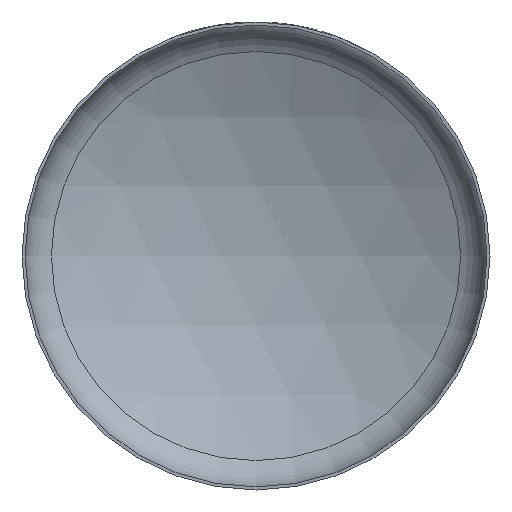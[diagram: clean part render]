
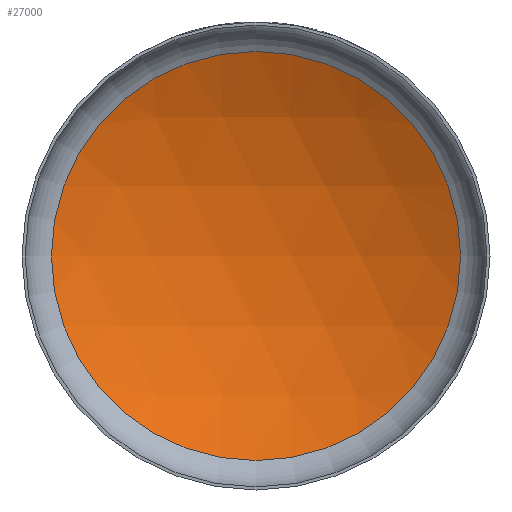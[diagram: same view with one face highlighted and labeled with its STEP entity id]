
A CAD part, front view. The second image highlights one B-rep face of the part: STEP entity #27000.
In plain terms, the highlighted spherical face has radius 304 mm.
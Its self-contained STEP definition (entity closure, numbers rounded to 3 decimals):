
#1456 = EDGE_LOOP ( 'NONE', ( #16990 ) ) ;
#3887 = VERTEX_POINT ( 'NONE', #10467 ) ;
#4501 = DIRECTION ( 'NONE',  ( 0., 0., 1. ) ) ;
#5667 = AXIS2_PLACEMENT_3D ( 'NONE', #17744, #4501, #22228 ) ;
#8654 = AXIS2_PLACEMENT_3D ( 'NONE', #24051, #21745, #26148 ) ;
#10467 = CARTESIAN_POINT ( 'NONE',  ( 0., 47.342, -132.889 ) ) ;
#11168 = EDGE_CURVE ( 'NONE', #3887, #3887, #23380, .T. ) ;
#11173 = FACE_OUTER_BOUND ( 'NONE', #1456, .T. ) ;
#16990 = ORIENTED_EDGE ( 'NONE', *, *, #11168, .T. ) ;
#17744 = CARTESIAN_POINT ( 'NONE',  ( 0., -226.075, 0. ) ) ;
#21545 = SPHERICAL_SURFACE ( 'NONE', #5667, 304. ) ;
#21745 = DIRECTION ( 'NONE',  ( 0., -1., 0. ) ) ;
#22228 = DIRECTION ( 'NONE',  ( 1., 0., 0. ) ) ;
#23380 = CIRCLE ( 'NONE', #8654, 132.889 ) ;
#24051 = CARTESIAN_POINT ( 'NONE',  ( 0., 47.342, 0. ) ) ;
#26148 = DIRECTION ( 'NONE',  ( 0., 0., -1. ) ) ;
#27000 = ADVANCED_FACE ( 'NONE', ( #11173 ), #21545, .F. ) ;
